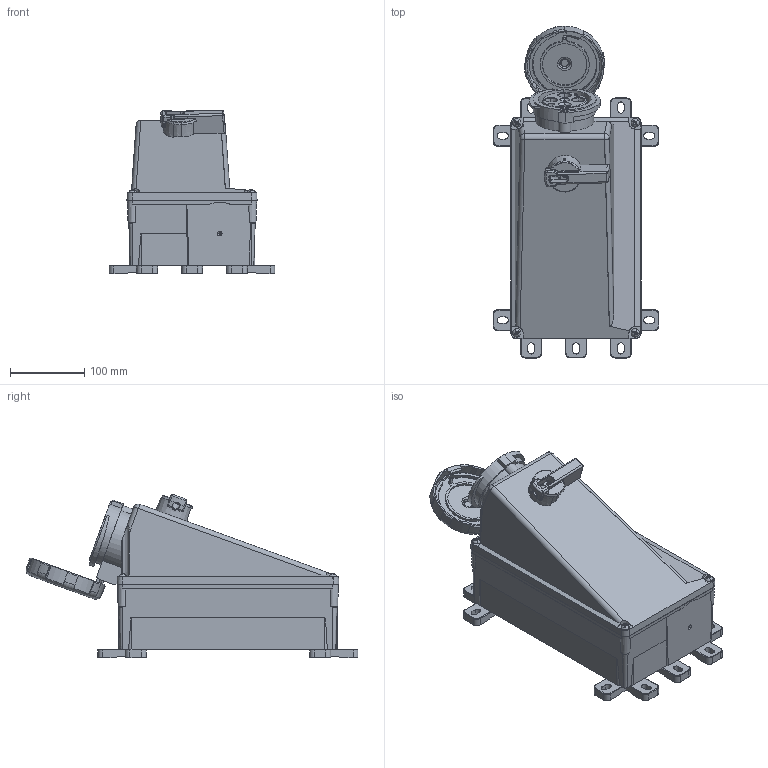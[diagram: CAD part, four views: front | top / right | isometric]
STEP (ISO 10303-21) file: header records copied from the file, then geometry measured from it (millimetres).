
FILE_DESCRIPTION (( 'STEP AP203' ), '1' );
FILE_NAME ('BRY460MI12W.step', '2023-02-15T14:37:38', ( '' ), ( '' ), 'SwSTEP 2.0', 'SolidWorks 2021', '' );
FILE_SCHEMA (( 'CONFIG_CONTROL_DESIGN' ));
Length unit declared in the file: inch
Products named in the file (1): BRY460MI12W
Bounding box: 222.25 x 445.74 x 219.32 mm (x, y, z)
Volume: 7034738.3 mm3; surface area: 557877.5 mm2
Topology: 21 solids, 21 shells, 2559 faces, 6876 edges, 4263 vertices
Faces by surface type: plane 920, cylinder 879, bspline 511, cone 141, torus 60, sphere 48
Entity records: 97571 total; most frequent: CARTESIAN_POINT 37223, ORIENTED_EDGE 13444, DIRECTION 11746, EDGE_CURVE 6722, AXIS2_PLACEMENT_3D 4351, VERTEX_POINT 4259, LINE 3044, VECTOR 3044
